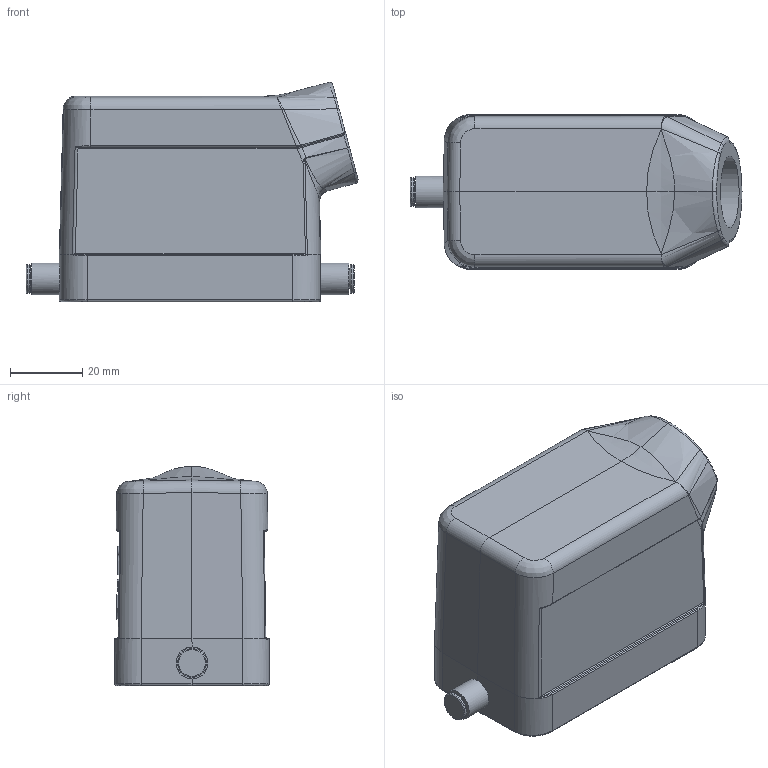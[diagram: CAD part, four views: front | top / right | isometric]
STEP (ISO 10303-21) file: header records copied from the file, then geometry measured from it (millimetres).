
FILE_DESCRIPTION(/* description */ (''),/* implementation_level */ '2;1');
FILE_NAME(/* name */ '100094870ugm000_d.stp',/* time_stamp */ '2017-10-25T12:39:35+02:00',/* author */ (''),/* organization */ (''),/* preprocessor_version */ 'ST-DEVELOPER v16',/* originating_system */ 'SIEMENS PLM Software NX 10.0',/* authorisation */ '');
FILE_SCHEMA (('AUTOMOTIVE_DESIGN { 1 0 10303 214 3 1 1 1 }'));
Length unit declared in the file: millimetre
Products named in the file (1): 100094870ugm000_d
Bounding box: 92.15 x 43 x 60.86 mm (x, y, z)
Volume: 57425.3 mm3; surface area: 30424.1 mm2
Topology: 1 solids, 1 shells, 419 faces, 1544 edges, 1655 vertices
Faces by surface type: bspline 155, plane 146, cylinder 91, torus 17, cone 10
Full cylindrical faces by diameter (mm): 3 x4, 4 x2, 8 x2, 8.8 x2, 16 x1, 20 x1
Entity records: 21369 total; most frequent: CARTESIAN_POINT 8856, ORIENTED_EDGE 1926, DIRECTION 1642, EDGE_CURVE 963, PRESENTATION_STYLE_ASSIGNMENT 651, B_SPLINE_CURVE_WITH_KNOTS 634, VERTEX_POINT 597, LINE 562
